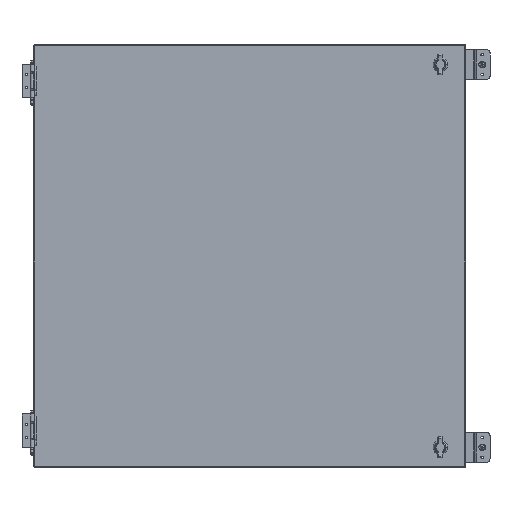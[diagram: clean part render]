
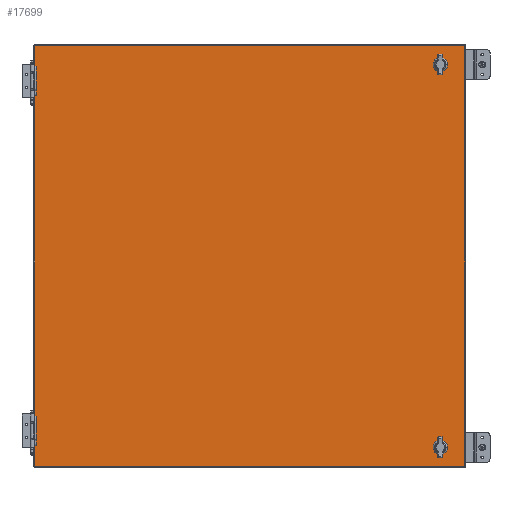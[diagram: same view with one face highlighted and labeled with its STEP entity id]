
A CAD part, top view. The second image highlights one B-rep face of the part: STEP entity #17699.
In plain terms, the highlighted planar face has unit normal (0, 0, 1).
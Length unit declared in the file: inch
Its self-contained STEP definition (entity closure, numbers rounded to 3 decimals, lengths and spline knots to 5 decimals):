
#1476 = CARTESIAN_POINT ( 'NONE',  ( -16.2915, 15.94, 0. ) ) ;
#2293 = VECTOR ( 'NONE', #11444, 39.37008 ) ;
#2830 = LINE ( 'NONE', #37215, #2293 ) ;
#3600 = ORIENTED_EDGE ( 'NONE', *, *, #6417, .T. ) ;
#3633 = CARTESIAN_POINT ( 'NONE',  ( -16.2915, 0., 0. ) ) ;
#6417 = EDGE_CURVE ( 'NONE', #27650, #7865, #8895, .T. ) ;
#6974 = EDGE_CURVE ( 'NONE', #7865, #15446, #36725, .T. ) ;
#7171 = FACE_OUTER_BOUND ( 'NONE', #31936, .T. ) ;
#7865 = VERTEX_POINT ( 'NONE', #22669 ) ;
#8895 = LINE ( 'NONE', #3633, #13069 ) ;
#9291 = VECTOR ( 'NONE', #30617, 39.37008 ) ;
#10957 = CARTESIAN_POINT ( 'NONE',  ( 0., -15.94, 0. ) ) ;
#11103 = AXIS2_PLACEMENT_3D ( 'NONE', #33101, #15807, #21989 ) ;
#11444 = DIRECTION ( 'NONE',  ( -1., 0., 0. ) ) ;
#11796 = EDGE_CURVE ( 'NONE', #34217, #27650, #2830, .T. ) ;
#13069 = VECTOR ( 'NONE', #26551, 39.37008 ) ;
#13352 = PLANE ( 'NONE',  #11103 ) ;
#13431 = DIRECTION ( 'NONE',  ( 1., 0., 0. ) ) ;
#15446 = VERTEX_POINT ( 'NONE', #25954 ) ;
#15807 = DIRECTION ( 'NONE',  ( 0., 0., -1. ) ) ;
#16701 = CARTESIAN_POINT ( 'NONE',  ( 16.2915, 15.94, 0. ) ) ;
#17699 = ADVANCED_FACE ( 'NONE', ( #7171 ), #13352, .F. ) ;
#18525 = ORIENTED_EDGE ( 'NONE', *, *, #6974, .T. ) ;
#19139 = LINE ( 'NONE', #28342, #9291 ) ;
#19215 = EDGE_CURVE ( 'NONE', #15446, #34217, #19139, .T. ) ;
#21989 = DIRECTION ( 'NONE',  ( -1., 0., 0. ) ) ;
#22669 = CARTESIAN_POINT ( 'NONE',  ( -16.2915, -15.94, 0. ) ) ;
#25954 = CARTESIAN_POINT ( 'NONE',  ( 16.2915, -15.94, 0. ) ) ;
#26386 = VECTOR ( 'NONE', #13431, 39.37008 ) ;
#26551 = DIRECTION ( 'NONE',  ( 0., -1., 0. ) ) ;
#27650 = VERTEX_POINT ( 'NONE', #1476 ) ;
#28342 = CARTESIAN_POINT ( 'NONE',  ( 16.2915, 0., 0. ) ) ;
#30617 = DIRECTION ( 'NONE',  ( 0., 1., 0. ) ) ;
#31936 = EDGE_LOOP ( 'NONE', ( #3600, #18525, #35719, #35470 ) ) ;
#33101 = CARTESIAN_POINT ( 'NONE',  ( 0., 0., 0. ) ) ;
#34217 = VERTEX_POINT ( 'NONE', #16701 ) ;
#35470 = ORIENTED_EDGE ( 'NONE', *, *, #11796, .T. ) ;
#35719 = ORIENTED_EDGE ( 'NONE', *, *, #19215, .T. ) ;
#36725 = LINE ( 'NONE', #10957, #26386 ) ;
#37215 = CARTESIAN_POINT ( 'NONE',  ( 0., 15.94, 0. ) ) ;
